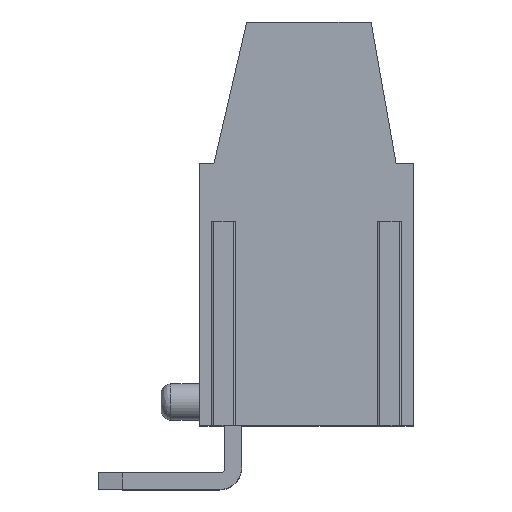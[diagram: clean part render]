
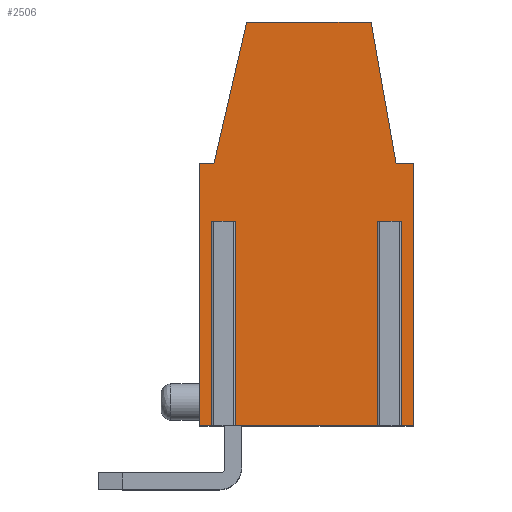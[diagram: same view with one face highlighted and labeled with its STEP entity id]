
A CAD part, top view. The second image highlights one B-rep face of the part: STEP entity #2506.
In plain terms, the highlighted planar face has unit normal (0, 0, 1).
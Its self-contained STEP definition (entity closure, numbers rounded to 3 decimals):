
#13=DIRECTION('',(-1.,0.,0.));
#14=VECTOR('',#13,0.814);
#15=CARTESIAN_POINT('',(6.453,1.45,12.5));
#16=LINE('',#15,#14);
#17=DIRECTION('',(0.,-1.,0.));
#18=VECTOR('',#17,8.5);
#19=CARTESIAN_POINT('',(5.639,1.45,12.5));
#20=LINE('',#19,#18);
#21=DIRECTION('',(-1.,0.,0.));
#22=VECTOR('',#21,6.078);
#23=CARTESIAN_POINT('',(5.639,-7.05,12.5));
#24=LINE('',#23,#22);
#25=DIRECTION('',(0.,-1.,0.));
#26=VECTOR('',#25,8.5);
#27=CARTESIAN_POINT('',(-0.439,1.45,12.5));
#28=LINE('',#27,#26);
#29=DIRECTION('',(-1.,0.,0.));
#30=VECTOR('',#29,0.814);
#31=CARTESIAN_POINT('',(-0.439,1.45,12.5));
#32=LINE('',#31,#30);
#33=DIRECTION('',(0.,-1.,0.));
#34=VECTOR('',#33,8.5);
#35=CARTESIAN_POINT('',(-1.253,1.45,12.5));
#36=LINE('',#35,#34);
#37=DIRECTION('',(-1.,0.,0.));
#38=VECTOR('',#37,0.597);
#39=CARTESIAN_POINT('',(-1.253,-7.05,12.5));
#40=LINE('',#39,#38);
#41=DIRECTION('',(0.,1.,0.));
#42=VECTOR('',#41,10.9);
#43=CARTESIAN_POINT('',(-1.85,-7.05,12.5));
#44=LINE('',#43,#42);
#45=DIRECTION('',(1.,0.,0.));
#46=VECTOR('',#45,0.6);
#47=CARTESIAN_POINT('',(-1.85,3.85,12.5));
#48=LINE('',#47,#46);
#49=DIRECTION('',(0.225,0.974,0.));
#50=VECTOR('',#49,6.055);
#51=CARTESIAN_POINT('',(-1.25,3.85,12.5));
#52=LINE('',#51,#50);
#53=DIRECTION('',(1.,0.,0.));
#54=VECTOR('',#53,5.178);
#55=CARTESIAN_POINT('',(0.112,9.75,12.5));
#56=LINE('',#55,#54);
#57=DIRECTION('',(0.174,-0.985,0.));
#58=VECTOR('',#57,5.991);
#59=CARTESIAN_POINT('',(5.29,9.75,12.5));
#60=LINE('',#59,#58);
#61=DIRECTION('',(1.,0.,0.));
#62=VECTOR('',#61,0.72);
#63=CARTESIAN_POINT('',(6.33,3.85,12.5));
#64=LINE('',#63,#62);
#65=DIRECTION('',(0.,-1.,0.));
#66=VECTOR('',#65,10.9);
#67=CARTESIAN_POINT('',(7.05,3.85,12.5));
#68=LINE('',#67,#66);
#69=DIRECTION('',(-1.,0.,0.));
#70=VECTOR('',#69,0.597);
#71=CARTESIAN_POINT('',(7.05,-7.05,12.5));
#72=LINE('',#71,#70);
#73=DIRECTION('',(0.,-1.,0.));
#74=VECTOR('',#73,8.5);
#75=CARTESIAN_POINT('',(6.453,1.45,12.5));
#76=LINE('',#75,#74);
#1935=CARTESIAN_POINT('',(7.05,3.85,12.5));
#1936=CARTESIAN_POINT('',(7.05,-7.05,12.5));
#1937=VERTEX_POINT('',#1935);
#1938=VERTEX_POINT('',#1936);
#1939=CARTESIAN_POINT('',(6.33,3.85,12.5));
#1940=VERTEX_POINT('',#1939);
#1941=CARTESIAN_POINT('',(5.29,9.75,12.5));
#1942=VERTEX_POINT('',#1941);
#1943=CARTESIAN_POINT('',(0.112,9.75,12.5));
#1944=VERTEX_POINT('',#1943);
#1945=CARTESIAN_POINT('',(-1.25,3.85,12.5));
#1946=VERTEX_POINT('',#1945);
#1947=CARTESIAN_POINT('',(-1.85,3.85,12.5));
#1948=VERTEX_POINT('',#1947);
#1949=CARTESIAN_POINT('',(-1.85,-7.05,12.5));
#1950=VERTEX_POINT('',#1949);
#2079=CARTESIAN_POINT('',(6.453,1.45,12.5));
#2080=CARTESIAN_POINT('',(5.639,1.45,12.5));
#2081=VERTEX_POINT('',#2079);
#2082=VERTEX_POINT('',#2080);
#2083=CARTESIAN_POINT('',(-0.439,1.45,12.5));
#2084=CARTESIAN_POINT('',(-1.253,1.45,12.5));
#2085=VERTEX_POINT('',#2083);
#2086=VERTEX_POINT('',#2084);
#2087=CARTESIAN_POINT('',(-1.253,-7.05,12.5));
#2088=VERTEX_POINT('',#2087);
#2089=CARTESIAN_POINT('',(-0.439,-7.05,12.5));
#2090=VERTEX_POINT('',#2089);
#2091=CARTESIAN_POINT('',(5.639,-7.05,12.5));
#2092=VERTEX_POINT('',#2091);
#2093=CARTESIAN_POINT('',(6.453,-7.05,12.5));
#2094=VERTEX_POINT('',#2093);
#2467=CARTESIAN_POINT('',(0.,0.,12.5));
#2468=DIRECTION('',(0.,0.,1.));
#2469=DIRECTION('',(1.,0.,0.));
#2470=AXIS2_PLACEMENT_3D('',#2467,#2468,#2469);
#2471=PLANE('',#2470);
#2473=ORIENTED_EDGE('',*,*,#2472,.T.);
#2475=ORIENTED_EDGE('',*,*,#2474,.T.);
#2477=ORIENTED_EDGE('',*,*,#2476,.T.);
#2479=ORIENTED_EDGE('',*,*,#2478,.F.);
#2481=ORIENTED_EDGE('',*,*,#2480,.T.);
#2483=ORIENTED_EDGE('',*,*,#2482,.T.);
#2485=ORIENTED_EDGE('',*,*,#2484,.T.);
#2487=ORIENTED_EDGE('',*,*,#2486,.T.);
#2489=ORIENTED_EDGE('',*,*,#2488,.T.);
#2491=ORIENTED_EDGE('',*,*,#2490,.T.);
#2493=ORIENTED_EDGE('',*,*,#2492,.T.);
#2495=ORIENTED_EDGE('',*,*,#2494,.T.);
#2497=ORIENTED_EDGE('',*,*,#2496,.T.);
#2499=ORIENTED_EDGE('',*,*,#2498,.T.);
#2501=ORIENTED_EDGE('',*,*,#2500,.T.);
#2503=ORIENTED_EDGE('',*,*,#2502,.F.);
#2504=EDGE_LOOP('',(#2473,#2475,#2477,#2479,#2481,#2483,#2485,#2487,#2489,#2491,
#2493,#2495,#2497,#2499,#2501,#2503));
#2505=FACE_OUTER_BOUND('',#2504,.F.);
#2472=EDGE_CURVE('',#2081,#2082,#16,.T.);
#2474=EDGE_CURVE('',#2082,#2092,#20,.T.);
#2476=EDGE_CURVE('',#2092,#2090,#24,.T.);
#2478=EDGE_CURVE('',#2085,#2090,#28,.T.);
#2480=EDGE_CURVE('',#2085,#2086,#32,.T.);
#2482=EDGE_CURVE('',#2086,#2088,#36,.T.);
#2484=EDGE_CURVE('',#2088,#1950,#40,.T.);
#2486=EDGE_CURVE('',#1950,#1948,#44,.T.);
#2488=EDGE_CURVE('',#1948,#1946,#48,.T.);
#2490=EDGE_CURVE('',#1946,#1944,#52,.T.);
#2492=EDGE_CURVE('',#1944,#1942,#56,.T.);
#2494=EDGE_CURVE('',#1942,#1940,#60,.T.);
#2496=EDGE_CURVE('',#1940,#1937,#64,.T.);
#2498=EDGE_CURVE('',#1937,#1938,#68,.T.);
#2500=EDGE_CURVE('',#1938,#2094,#72,.T.);
#2502=EDGE_CURVE('',#2081,#2094,#76,.T.);
#2506=ADVANCED_FACE('',(#2505),#2471,.T.);
